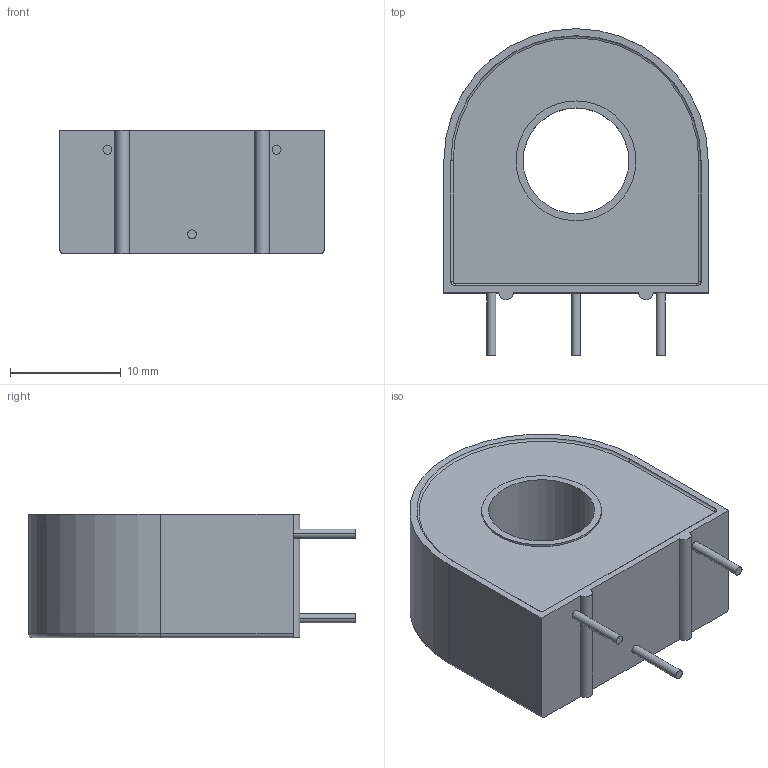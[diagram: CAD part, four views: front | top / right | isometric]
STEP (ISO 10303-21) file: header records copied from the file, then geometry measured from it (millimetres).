
FILE_DESCRIPTION(('STEP AP214'),'1');
FILE_NAME('ac-1010.stp','2020-09-11T11:45:43',('TraceParts'),('TraceParts S.A.'),'Spatial InterOp 3D',' ',' ');
FILE_SCHEMA(('AUTOMOTIVE_DESIGN { 1 0 10303 214 1 1 1 1 }'));
Length unit declared in the file: millimetre
Products named in the file (1): ac-1010
Bounding box: 23.82 x 29.43 x 11.12 mm (x, y, z)
Volume: 1141 mm3; surface area: 4066.1 mm2
Topology: 1 solids, 2 shells, 60 faces, 138 edges, 88 vertices
Faces by surface type: cylinder 28, plane 18, torus 10, bspline 2, sphere 2
Entity records: 1772 total; most frequent: DIRECTION 339, CARTESIAN_POINT 317, ORIENTED_EDGE 276, AXIS2_PLACEMENT_3D 142, EDGE_CURVE 138, VERTEX_POINT 88, CIRCLE 83, EDGE_LOOP 70
